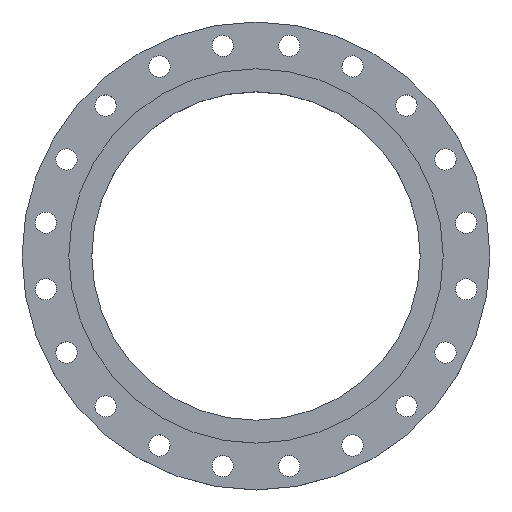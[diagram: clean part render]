
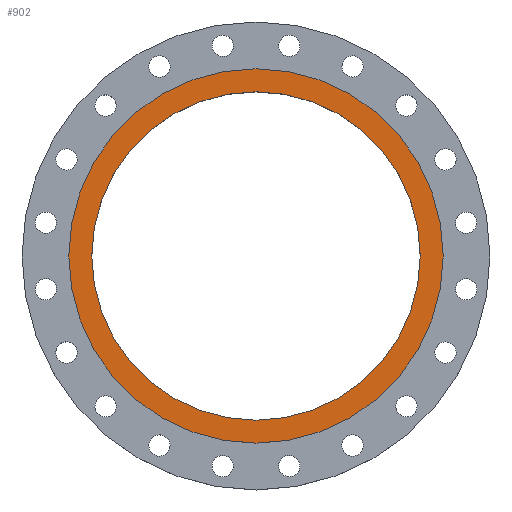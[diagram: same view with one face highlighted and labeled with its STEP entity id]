
A CAD part, top view. The second image highlights one B-rep face of the part: STEP entity #902.
In plain terms, the highlighted planar face has unit normal (0, 0, 1).
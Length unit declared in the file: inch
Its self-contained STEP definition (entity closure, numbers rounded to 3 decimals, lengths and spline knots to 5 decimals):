
#47 = VERTEX_POINT ( 'NONE', #1463 ) ;
#67 = VERTEX_POINT ( 'NONE', #1012 ) ;
#153 = DIRECTION ( 'NONE',  ( 0., 0., 1. ) ) ;
#172 = CARTESIAN_POINT ( 'NONE',  ( 0., 0., 0.0625 ) ) ;
#215 = CARTESIAN_POINT ( 'NONE',  ( 0., 0., 0.0625 ) ) ;
#249 = CIRCLE ( 'NONE', #1370, 9.65 ) ;
#311 = CIRCLE ( 'NONE', #542, 9.65 ) ;
#327 = ORIENTED_EDGE ( 'NONE', *, *, #428, .F. ) ;
#355 = FACE_BOUND ( 'NONE', #1295, .T. ) ;
#367 = DIRECTION ( 'NONE',  ( 1., 0., 0. ) ) ;
#388 = FACE_OUTER_BOUND ( 'NONE', #1159, .T. ) ;
#428 = EDGE_CURVE ( 'NONE', #1509, #67, #311, .T. ) ;
#469 = CARTESIAN_POINT ( 'NONE',  ( -9.65, 0., 0.0625 ) ) ;
#472 = CIRCLE ( 'NONE', #1602, 11. ) ;
#531 = AXIS2_PLACEMENT_3D ( 'NONE', #745, #1656, #1502 ) ;
#542 = AXIS2_PLACEMENT_3D ( 'NONE', #172, #153, #1098 ) ;
#609 = EDGE_CURVE ( 'NONE', #67, #1509, #249, .T. ) ;
#621 = EDGE_CURVE ( 'NONE', #47, #1946, #472, .T. ) ;
#660 = CARTESIAN_POINT ( 'NONE',  ( 0., 0., 0.0625 ) ) ;
#695 = ORIENTED_EDGE ( 'NONE', *, *, #621, .T. ) ;
#745 = CARTESIAN_POINT ( 'NONE',  ( 0., 0., 0.0625 ) ) ;
#830 = DIRECTION ( 'NONE',  ( 0., 0., 1. ) ) ;
#902 = ADVANCED_FACE ( 'NONE', ( #355, #388 ), #1748, .T. ) ;
#1001 = CARTESIAN_POINT ( 'NONE',  ( 0., 0., 0.0625 ) ) ;
#1012 = CARTESIAN_POINT ( 'NONE',  ( 9.65, 0., 0.0625 ) ) ;
#1098 = DIRECTION ( 'NONE',  ( 1., 0., 0. ) ) ;
#1107 = DIRECTION ( 'NONE',  ( 1., 0., 0. ) ) ;
#1159 = EDGE_LOOP ( 'NONE', ( #695, #1243 ) ) ;
#1243 = ORIENTED_EDGE ( 'NONE', *, *, #1747, .T. ) ;
#1269 = DIRECTION ( 'NONE',  ( 0., 0., 1. ) ) ;
#1293 = DIRECTION ( 'NONE',  ( 0., 0., 1. ) ) ;
#1295 = EDGE_LOOP ( 'NONE', ( #327, #1410 ) ) ;
#1370 = AXIS2_PLACEMENT_3D ( 'NONE', #215, #830, #1107 ) ;
#1394 = CIRCLE ( 'NONE', #531, 11. ) ;
#1410 = ORIENTED_EDGE ( 'NONE', *, *, #609, .F. ) ;
#1463 = CARTESIAN_POINT ( 'NONE',  ( -11., 0., 0.0625 ) ) ;
#1502 = DIRECTION ( 'NONE',  ( 1., 0., 0. ) ) ;
#1509 = VERTEX_POINT ( 'NONE', #469 ) ;
#1602 = AXIS2_PLACEMENT_3D ( 'NONE', #660, #1269, #1775 ) ;
#1656 = DIRECTION ( 'NONE',  ( 0., 0., 1. ) ) ;
#1747 = EDGE_CURVE ( 'NONE', #1946, #47, #1394, .T. ) ;
#1748 = PLANE ( 'NONE',  #1830 ) ;
#1775 = DIRECTION ( 'NONE',  ( 1., 0., 0. ) ) ;
#1830 = AXIS2_PLACEMENT_3D ( 'NONE', #1001, #1293, #367 ) ;
#1867 = CARTESIAN_POINT ( 'NONE',  ( 11., 0., 0.0625 ) ) ;
#1946 = VERTEX_POINT ( 'NONE', #1867 ) ;
